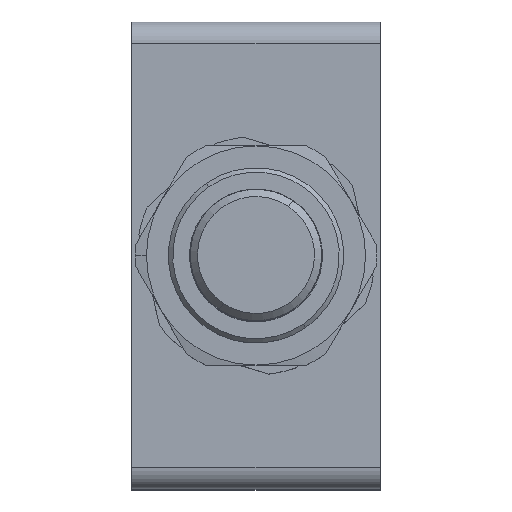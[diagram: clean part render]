
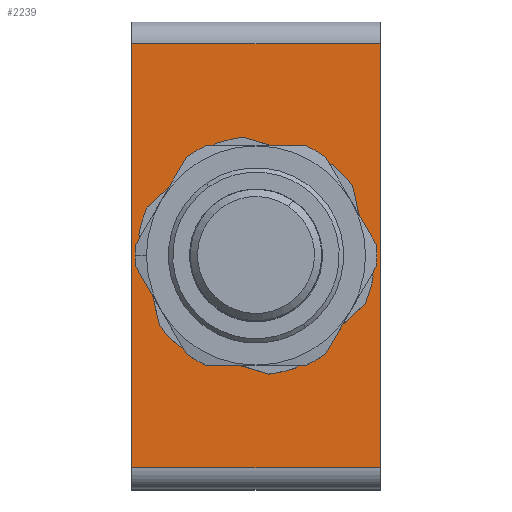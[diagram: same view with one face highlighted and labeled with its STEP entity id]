
A CAD part, top view. The second image highlights one B-rep face of the part: STEP entity #2239.
In plain terms, the highlighted planar face has unit normal (0, 0, 1).
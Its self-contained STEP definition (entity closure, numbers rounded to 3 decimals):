
#1 = DIRECTION ( 'NONE',  ( 0., 0., -1. ) ) ;
#16 = VECTOR ( 'NONE', #1010, 1000. ) ;
#26 = CARTESIAN_POINT ( 'NONE',  ( 8.5, 16., 0. ) ) ;
#50 = DIRECTION ( 'NONE',  ( -0.567, 0.824, 0. ) ) ;
#74 = CIRCLE ( 'NONE', #4117, 7.5 ) ;
#78 = VECTOR ( 'NONE', #1115, 1000. ) ;
#99 = VERTEX_POINT ( 'NONE', #1804 ) ;
#131 = CARTESIAN_POINT ( 'NONE',  ( 13.6, 10.501, 0. ) ) ;
#137 = AXIS2_PLACEMENT_3D ( 'NONE', #440, #1616, #1352 ) ;
#205 = DIRECTION ( 'NONE',  ( 0., 0., -1. ) ) ;
#214 = DIRECTION ( 'NONE',  ( 0., 0., -1. ) ) ;
#240 = CARTESIAN_POINT ( 'NONE',  ( 8.5, 16., 0. ) ) ;
#284 = DIRECTION ( 'NONE',  ( 1., 0., 0. ) ) ;
#300 = VECTOR ( 'NONE', #284, 1000. ) ;
#345 = CARTESIAN_POINT ( 'NONE',  ( 1.188, 14.332, 0. ) ) ;
#349 = CARTESIAN_POINT ( 'NONE',  ( 6.288, 8.834, 0. ) ) ;
#365 = CARTESIAN_POINT ( 'NONE',  ( 8.5, 16., 0. ) ) ;
#440 = CARTESIAN_POINT ( 'NONE',  ( 8.5, 16., 0. ) ) ;
#461 = ORIENTED_EDGE ( 'NONE', *, *, #3452, .T. ) ;
#499 = VERTEX_POINT ( 'NONE', #2326 ) ;
#500 = AXIS2_PLACEMENT_3D ( 'NONE', #240, #214, #3937 ) ;
#690 = CARTESIAN_POINT ( 'NONE',  ( 8.5, 16., 0. ) ) ;
#743 = CARTESIAN_POINT ( 'NONE',  ( 17., 1.5, 0. ) ) ;
#744 = EDGE_CURVE ( 'NONE', #2997, #795, #3751, .T. ) ;
#795 = VERTEX_POINT ( 'NONE', #345 ) ;
#873 = VERTEX_POINT ( 'NONE', #743 ) ;
#900 = CIRCLE ( 'NONE', #1058, 7.5 ) ;
#930 = CIRCLE ( 'NONE', #1232, 7.5 ) ;
#995 = CARTESIAN_POINT ( 'NONE',  ( 17., 32., 0. ) ) ;
#1010 = DIRECTION ( 'NONE',  ( 0., -1., 0. ) ) ;
#1058 = AXIS2_PLACEMENT_3D ( 'NONE', #26, #1, #50 ) ;
#1083 = ORIENTED_EDGE ( 'NONE', *, *, #4035, .T. ) ;
#1115 = DIRECTION ( 'NONE',  ( -1., 0., 0. ) ) ;
#1116 = ORIENTED_EDGE ( 'NONE', *, *, #4200, .T. ) ;
#1166 = ORIENTED_EDGE ( 'NONE', *, *, #1883, .T. ) ;
#1173 = VECTOR ( 'NONE', #4238, 1000. ) ;
#1232 = AXIS2_PLACEMENT_3D ( 'NONE', #690, #205, #2976 ) ;
#1299 = ORIENTED_EDGE ( 'NONE', *, *, #1453, .T. ) ;
#1352 = DIRECTION ( 'NONE',  ( -0.567, 0.824, 0. ) ) ;
#1429 = EDGE_CURVE ( 'NONE', #2336, #2997, #930, .T. ) ;
#1433 = CIRCLE ( 'NONE', #3700, 7.5 ) ;
#1453 = EDGE_CURVE ( 'NONE', #499, #1648, #1892, .T. ) ;
#1500 = ORIENTED_EDGE ( 'NONE', *, *, #744, .T. ) ;
#1581 = CARTESIAN_POINT ( 'NONE',  ( 0., 30.5, 0. ) ) ;
#1616 = DIRECTION ( 'NONE',  ( 0., 0., -1. ) ) ;
#1646 = DIRECTION ( 'NONE',  ( -0.567, 0.824, 0. ) ) ;
#1648 = VERTEX_POINT ( 'NONE', #2878 ) ;
#1725 = EDGE_CURVE ( 'NONE', #99, #3061, #2188, .T. ) ;
#1754 = ORIENTED_EDGE ( 'NONE', *, *, #1429, .T. ) ;
#1787 = FACE_BOUND ( 'NONE', #3640, .T. ) ;
#1799 = LINE ( 'NONE', #3862, #1173 ) ;
#1804 = CARTESIAN_POINT ( 'NONE',  ( 15.812, 17.668, 0. ) ) ;
#1870 = CARTESIAN_POINT ( 'NONE',  ( 8.5, 16., 0. ) ) ;
#1876 = CARTESIAN_POINT ( 'NONE',  ( 17., 1.5, 0. ) ) ;
#1883 = EDGE_CURVE ( 'NONE', #3061, #2336, #74, .T. ) ;
#1892 = CIRCLE ( 'NONE', #500, 7.5 ) ;
#2066 = EDGE_CURVE ( 'NONE', #1648, #99, #1433, .T. ) ;
#2077 = LINE ( 'NONE', #3149, #78 ) ;
#2109 = VERTEX_POINT ( 'NONE', #1581 ) ;
#2188 = CIRCLE ( 'NONE', #137, 7.5 ) ;
#2239 = ADVANCED_FACE ( 'NONE', ( #1787, #3690 ), #3519, .F. ) ;
#2270 = ORIENTED_EDGE ( 'NONE', *, *, #1725, .T. ) ;
#2326 = CARTESIAN_POINT ( 'NONE',  ( 3.4, 21.499, 0. ) ) ;
#2336 = VERTEX_POINT ( 'NONE', #2801 ) ;
#2390 = DIRECTION ( 'NONE',  ( -0.567, 0.824, 0. ) ) ;
#2801 = CARTESIAN_POINT ( 'NONE',  ( 12.749, 9.82, 0. ) ) ;
#2818 = EDGE_LOOP ( 'NONE', ( #1116, #1083, #3785, #4298 ) ) ;
#2855 = LINE ( 'NONE', #995, #16 ) ;
#2878 = CARTESIAN_POINT ( 'NONE',  ( 10.712, 23.166, 0. ) ) ;
#2976 = DIRECTION ( 'NONE',  ( -0.567, 0.824, 0. ) ) ;
#2997 = VERTEX_POINT ( 'NONE', #349 ) ;
#3061 = VERTEX_POINT ( 'NONE', #131 ) ;
#3128 = AXIS2_PLACEMENT_3D ( 'NONE', #3381, #3476, #3673 ) ;
#3149 = CARTESIAN_POINT ( 'NONE',  ( 0., 30.5, 0. ) ) ;
#3273 = VERTEX_POINT ( 'NONE', #3502 ) ;
#3381 = CARTESIAN_POINT ( 'NONE',  ( 0., 32., 0. ) ) ;
#3452 = EDGE_CURVE ( 'NONE', #795, #499, #900, .T. ) ;
#3476 = DIRECTION ( 'NONE',  ( 0., 0., -1. ) ) ;
#3502 = CARTESIAN_POINT ( 'NONE',  ( 17., 30.5, 0. ) ) ;
#3510 = VERTEX_POINT ( 'NONE', #3633 ) ;
#3519 = PLANE ( 'NONE',  #3128 ) ;
#3581 = ORIENTED_EDGE ( 'NONE', *, *, #2066, .T. ) ;
#3633 = CARTESIAN_POINT ( 'NONE',  ( 0., 1.5, 0. ) ) ;
#3640 = EDGE_LOOP ( 'NONE', ( #3581, #2270, #1166, #1754, #1500, #461, #1299 ) ) ;
#3673 = DIRECTION ( 'NONE',  ( -1., 0., 0. ) ) ;
#3690 = FACE_OUTER_BOUND ( 'NONE', #2818, .T. ) ;
#3700 = AXIS2_PLACEMENT_3D ( 'NONE', #1870, #4253, #2390 ) ;
#3751 = CIRCLE ( 'NONE', #3930, 7.5 ) ;
#3774 = CARTESIAN_POINT ( 'NONE',  ( 8.5, 16., 0. ) ) ;
#3785 = ORIENTED_EDGE ( 'NONE', *, *, #3915, .F. ) ;
#3858 = EDGE_CURVE ( 'NONE', #3273, #2109, #2077, .T. ) ;
#3862 = CARTESIAN_POINT ( 'NONE',  ( 0., 32., 0. ) ) ;
#3915 = EDGE_CURVE ( 'NONE', #3273, #873, #2855, .T. ) ;
#3930 = AXIS2_PLACEMENT_3D ( 'NONE', #3774, #3943, #3934 ) ;
#3934 = DIRECTION ( 'NONE',  ( -0.567, 0.824, 0. ) ) ;
#3937 = DIRECTION ( 'NONE',  ( -0.567, 0.824, 0. ) ) ;
#3943 = DIRECTION ( 'NONE',  ( 0., 0., -1. ) ) ;
#3999 = DIRECTION ( 'NONE',  ( 0., 0., -1. ) ) ;
#4035 = EDGE_CURVE ( 'NONE', #3510, #873, #4193, .T. ) ;
#4117 = AXIS2_PLACEMENT_3D ( 'NONE', #365, #3999, #1646 ) ;
#4193 = LINE ( 'NONE', #1876, #300 ) ;
#4200 = EDGE_CURVE ( 'NONE', #2109, #3510, #1799, .T. ) ;
#4238 = DIRECTION ( 'NONE',  ( 0., -1., 0. ) ) ;
#4253 = DIRECTION ( 'NONE',  ( 0., 0., -1. ) ) ;
#4298 = ORIENTED_EDGE ( 'NONE', *, *, #3858, .T. ) ;
